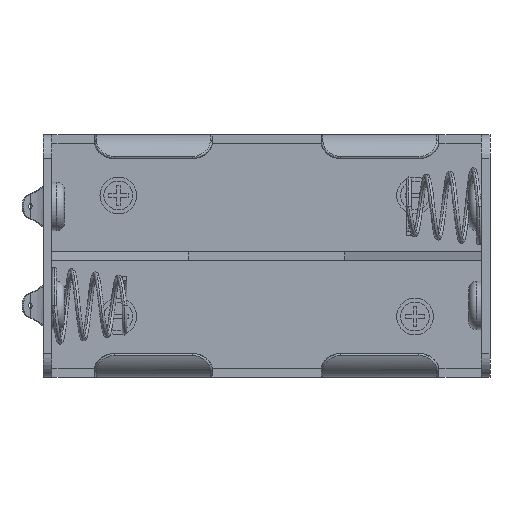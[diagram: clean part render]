
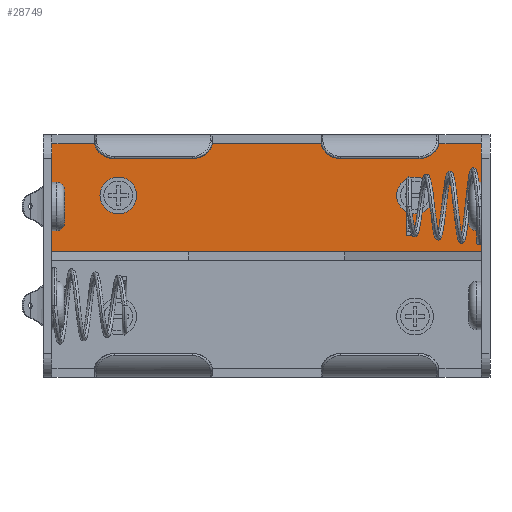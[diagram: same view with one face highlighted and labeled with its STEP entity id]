
A CAD part, front view. The second image highlights one B-rep face of the part: STEP entity #28749.
In plain terms, the highlighted planar face has unit normal (0, -1, 0).
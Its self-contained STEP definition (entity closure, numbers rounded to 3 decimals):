
#918 = VERTEX_POINT ( 'NONE', #21870 ) ;
#1339 = DIRECTION ( 'NONE',  ( 0., 0., -1. ) ) ;
#1539 = LINE ( 'NONE', #11272, #22043 ) ;
#1665 = ORIENTED_EDGE ( 'NONE', *, *, #9729, .F. ) ;
#2304 = CARTESIAN_POINT ( 'NONE',  ( 19., -1.55, 15.5 ) ) ;
#2579 = CIRCLE ( 'NONE', #2751, 2.35 ) ;
#2751 = AXIS2_PLACEMENT_3D ( 'NONE', #8193, #27551, #1339 ) ;
#3230 = VECTOR ( 'NONE', #11685, 1000. ) ;
#3655 = EDGE_CURVE ( 'NONE', #12280, #23846, #4370, .T. ) ;
#3784 = DIRECTION ( 'NONE',  ( -1., 0., 0. ) ) ;
#3938 = VECTOR ( 'NONE', #12286, 1000. ) ;
#3945 = FACE_BOUND ( 'NONE', #20156, .T. ) ;
#3979 = LINE ( 'NONE', #25793, #3230 ) ;
#4150 = EDGE_CURVE ( 'NONE', #918, #5397, #3979, .T. ) ;
#4370 = CIRCLE ( 'NONE', #30196, 2.35 ) ;
#4465 = CARTESIAN_POINT ( 'NONE',  ( 27.5, -1.55, 9.4 ) ) ;
#4488 = DIRECTION ( 'NONE',  ( 0., 1., 0. ) ) ;
#4689 = DIRECTION ( 'NONE',  ( 0., 0., -1. ) ) ;
#5118 = PLANE ( 'NONE',  #26659 ) ;
#5397 = VERTEX_POINT ( 'NONE', #25200 ) ;
#5747 = CARTESIAN_POINT ( 'NONE',  ( 27.5, -1.55, 8.3 ) ) ;
#6415 = DIRECTION ( 'NONE',  ( 0., 0., 1. ) ) ;
#6699 = VERTEX_POINT ( 'NONE', #20215 ) ;
#7505 = CARTESIAN_POINT ( 'NONE',  ( 0., -1.55, 15.5 ) ) ;
#7724 = CARTESIAN_POINT ( 'NONE',  ( 19., -1.55, 15.5 ) ) ;
#7931 = DIRECTION ( 'NONE',  ( 0., 1., 0. ) ) ;
#8071 = EDGE_LOOP ( 'NONE', ( #9767, #11706, #14481, #21071, #15617, #1665 ) ) ;
#8193 = CARTESIAN_POINT ( 'NONE',  ( -19., -1.55, 15.5 ) ) ;
#8772 = DIRECTION ( 'NONE',  ( 0., 0., 1. ) ) ;
#8806 = VERTEX_POINT ( 'NONE', #4465 ) ;
#9565 = CARTESIAN_POINT ( 'NONE',  ( -27.5, -1.55, 8.3 ) ) ;
#9729 = EDGE_CURVE ( 'NONE', #25122, #17382, #16301, .T. ) ;
#9767 = ORIENTED_EDGE ( 'NONE', *, *, #27533, .T. ) ;
#9874 = CARTESIAN_POINT ( 'NONE',  ( 27.5, -1.55, 15.5 ) ) ;
#10270 = FACE_BOUND ( 'NONE', #17785, .T. ) ;
#10345 = VECTOR ( 'NONE', #6415, 1000. ) ;
#11085 = CARTESIAN_POINT ( 'NONE',  ( 19., -1.55, 13.15 ) ) ;
#11119 = ORIENTED_EDGE ( 'NONE', *, *, #21674, .T. ) ;
#11272 = CARTESIAN_POINT ( 'NONE',  ( -27.5, -1.55, 15.5 ) ) ;
#11685 = DIRECTION ( 'NONE',  ( 1., 0., 0. ) ) ;
#11706 = ORIENTED_EDGE ( 'NONE', *, *, #18884, .T. ) ;
#12280 = VERTEX_POINT ( 'NONE', #27458 ) ;
#12286 = DIRECTION ( 'NONE',  ( 0., 0., 1. ) ) ;
#12397 = DIRECTION ( 'NONE',  ( 0., 0., -1. ) ) ;
#12519 = FACE_OUTER_BOUND ( 'NONE', #8071, .T. ) ;
#12604 = LINE ( 'NONE', #15948, #10345 ) ;
#13718 = CARTESIAN_POINT ( 'NONE',  ( -19., -1.55, 13.15 ) ) ;
#14481 = ORIENTED_EDGE ( 'NONE', *, *, #4150, .F. ) ;
#14744 = DIRECTION ( 'NONE',  ( 0., 0., -1. ) ) ;
#14832 = DIRECTION ( 'NONE',  ( 0., 1., 0. ) ) ;
#15563 = AXIS2_PLACEMENT_3D ( 'NONE', #7724, #7931, #22353 ) ;
#15617 = ORIENTED_EDGE ( 'NONE', *, *, #30392, .F. ) ;
#15938 = AXIS2_PLACEMENT_3D ( 'NONE', #29207, #14832, #12397 ) ;
#15948 = CARTESIAN_POINT ( 'NONE',  ( -27.5, -1.55, 15.5 ) ) ;
#16285 = LINE ( 'NONE', #9874, #3938 ) ;
#16301 = LINE ( 'NONE', #5747, #17040 ) ;
#17040 = VECTOR ( 'NONE', #3784, 1000. ) ;
#17382 = VERTEX_POINT ( 'NONE', #9565 ) ;
#17785 = EDGE_LOOP ( 'NONE', ( #11119, #20209 ) ) ;
#18281 = VECTOR ( 'NONE', #27782, 1000. ) ;
#18625 = EDGE_CURVE ( 'NONE', #6699, #918, #12604, .T. ) ;
#18812 = ORIENTED_EDGE ( 'NONE', *, *, #3655, .T. ) ;
#18884 = EDGE_CURVE ( 'NONE', #8806, #5397, #30939, .T. ) ;
#20156 = EDGE_LOOP ( 'NONE', ( #18812, #25967 ) ) ;
#20209 = ORIENTED_EDGE ( 'NONE', *, *, #29803, .T. ) ;
#20215 = CARTESIAN_POINT ( 'NONE',  ( -27.5, -1.55, 9.4 ) ) ;
#21071 = ORIENTED_EDGE ( 'NONE', *, *, #18625, .F. ) ;
#21246 = CARTESIAN_POINT ( 'NONE',  ( 27.5, -1.55, 8.3 ) ) ;
#21674 = EDGE_CURVE ( 'NONE', #26348, #24065, #30038, .T. ) ;
#21870 = CARTESIAN_POINT ( 'NONE',  ( -27.5, -1.55, 22.15 ) ) ;
#22043 = VECTOR ( 'NONE', #8772, 1000. ) ;
#22353 = DIRECTION ( 'NONE',  ( 0., 0., -1. ) ) ;
#23366 = CARTESIAN_POINT ( 'NONE',  ( 27.5, -1.55, 15.5 ) ) ;
#23650 = EDGE_CURVE ( 'NONE', #23846, #12280, #26209, .T. ) ;
#23846 = VERTEX_POINT ( 'NONE', #11085 ) ;
#24065 = VERTEX_POINT ( 'NONE', #13718 ) ;
#24325 = DIRECTION ( 'NONE',  ( 0., -1., 0. ) ) ;
#25122 = VERTEX_POINT ( 'NONE', #21246 ) ;
#25200 = CARTESIAN_POINT ( 'NONE',  ( 27.5, -1.55, 22.15 ) ) ;
#25793 = CARTESIAN_POINT ( 'NONE',  ( 0., -1.55, 22.15 ) ) ;
#25967 = ORIENTED_EDGE ( 'NONE', *, *, #23650, .T. ) ;
#26209 = CIRCLE ( 'NONE', #15563, 2.35 ) ;
#26348 = VERTEX_POINT ( 'NONE', #27856 ) ;
#26659 = AXIS2_PLACEMENT_3D ( 'NONE', #7505, #24325, #14744 ) ;
#27458 = CARTESIAN_POINT ( 'NONE',  ( 19., -1.55, 17.85 ) ) ;
#27533 = EDGE_CURVE ( 'NONE', #25122, #8806, #16285, .T. ) ;
#27551 = DIRECTION ( 'NONE',  ( 0., 1., 0. ) ) ;
#27782 = DIRECTION ( 'NONE',  ( 0., 0., 1. ) ) ;
#27856 = CARTESIAN_POINT ( 'NONE',  ( -19., -1.55, 17.85 ) ) ;
#28749 = ADVANCED_FACE ( 'NONE', ( #12519, #10270, #3945 ), #5118, .T. ) ;
#29207 = CARTESIAN_POINT ( 'NONE',  ( -19., -1.55, 15.5 ) ) ;
#29803 = EDGE_CURVE ( 'NONE', #24065, #26348, #2579, .T. ) ;
#30038 = CIRCLE ( 'NONE', #15938, 2.35 ) ;
#30196 = AXIS2_PLACEMENT_3D ( 'NONE', #2304, #4488, #4689 ) ;
#30392 = EDGE_CURVE ( 'NONE', #17382, #6699, #1539, .T. ) ;
#30939 = LINE ( 'NONE', #23366, #18281 ) ;
